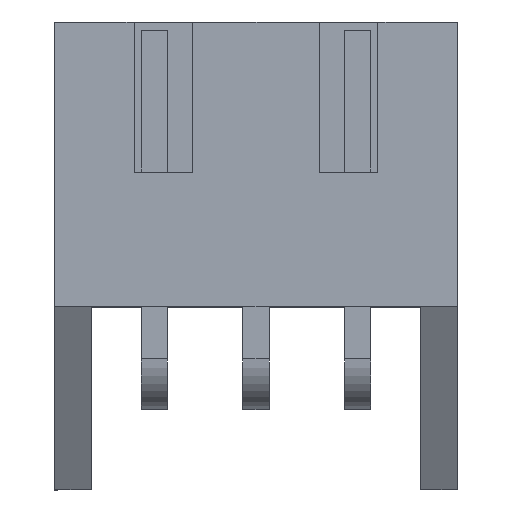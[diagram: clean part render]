
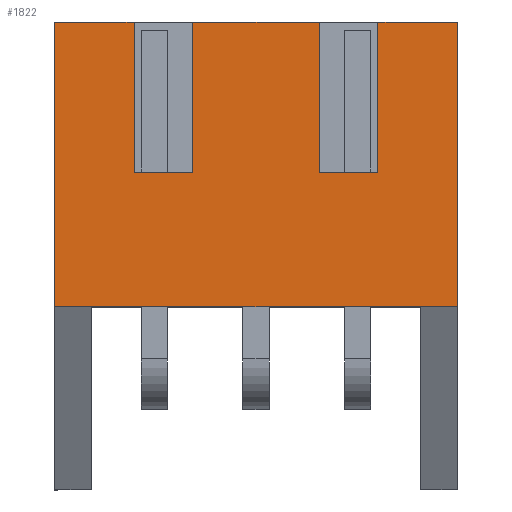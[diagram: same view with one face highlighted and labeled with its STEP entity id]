
A CAD part, top view. The second image highlights one B-rep face of the part: STEP entity #1822.
In plain terms, the highlighted planar face has unit normal (0, 0, 1).
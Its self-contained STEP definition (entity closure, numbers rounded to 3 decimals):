
#1544=CARTESIAN_POINT('',(4.95,9.2,6.15));
#1545=VERTEX_POINT('',#1544);
#1552=CARTESIAN_POINT('',(4.95,2.2,6.15));
#1553=VERTEX_POINT('',#1552);
#1554=CARTESIAN_POINT('',(4.95,9.2,6.15));
#1555=DIRECTION('',(0.0,-1.0,0.0));
#1556=VECTOR('',#1555,7.);
#1557=LINE('',#1554,#1556);
#1558=EDGE_CURVE('',#1545,#1553,#1557,.T.);
#1620=CARTESIAN_POINT('',(-4.95,2.2,6.15));
#1621=VERTEX_POINT('',#1620);
#1622=CARTESIAN_POINT('',(4.95,2.2,6.15));
#1623=DIRECTION('',(-1.0,0.0,0.0));
#1624=VECTOR('',#1623,9.9);
#1625=LINE('',#1622,#1624);
#1626=EDGE_CURVE('',#1553,#1621,#1625,.T.);
#1735=CARTESIAN_POINT('',(5.445,1.85,6.15));
#1736=DIRECTION('',(0.0,0.0,-1.0));
#1737=DIRECTION('',(0.0,-1.0,0.0));
#1738=AXIS2_PLACEMENT_3D('',#1735,#1736,#1737);
#1739=PLANE('',#1738);
#1740=CARTESIAN_POINT('',(3.,9.2,6.15));
#1741=VERTEX_POINT('',#1740);
#1742=CARTESIAN_POINT('',(4.95,9.2,6.15));
#1743=DIRECTION('',(-1.0,0.0,0.0));
#1744=VECTOR('',#1743,1.95);
#1745=LINE('',#1742,#1744);
#1746=EDGE_CURVE('',#1545,#1741,#1745,.T.);
#1747=ORIENTED_EDGE('',*,*,#1746,.T.);
#1748=CARTESIAN_POINT('',(3.,5.5,6.15));
#1749=VERTEX_POINT('',#1748);
#1750=CARTESIAN_POINT('',(3.,5.5,6.15));
#1751=DIRECTION('',(0.0,1.0,0.0));
#1752=VECTOR('',#1751,3.7);
#1753=LINE('',#1750,#1752);
#1754=EDGE_CURVE('',#1749,#1741,#1753,.T.);
#1755=ORIENTED_EDGE('',*,*,#1754,.F.);
#1756=CARTESIAN_POINT('',(1.55,5.5,6.15));
#1757=VERTEX_POINT('',#1756);
#1758=CARTESIAN_POINT('',(1.55,5.5,6.15));
#1759=DIRECTION('',(1.0,0.0,0.0));
#1760=VECTOR('',#1759,1.45);
#1761=LINE('',#1758,#1760);
#1762=EDGE_CURVE('',#1757,#1749,#1761,.T.);
#1763=ORIENTED_EDGE('',*,*,#1762,.F.);
#1764=CARTESIAN_POINT('',(1.55,9.2,6.15));
#1765=VERTEX_POINT('',#1764);
#1766=CARTESIAN_POINT('',(1.55,9.2,6.15));
#1767=DIRECTION('',(0.0,-1.0,0.0));
#1768=VECTOR('',#1767,3.7);
#1769=LINE('',#1766,#1768);
#1770=EDGE_CURVE('',#1765,#1757,#1769,.T.);
#1771=ORIENTED_EDGE('',*,*,#1770,.F.);
#1772=CARTESIAN_POINT('',(-1.55,9.2,6.15));
#1773=VERTEX_POINT('',#1772);
#1774=CARTESIAN_POINT('',(1.55,9.2,6.15));
#1775=DIRECTION('',(-1.0,0.0,0.0));
#1776=VECTOR('',#1775,3.1);
#1777=LINE('',#1774,#1776);
#1778=EDGE_CURVE('',#1765,#1773,#1777,.T.);
#1779=ORIENTED_EDGE('',*,*,#1778,.T.);
#1780=CARTESIAN_POINT('',(-1.55,5.5,6.15));
#1781=VERTEX_POINT('',#1780);
#1782=CARTESIAN_POINT('',(-1.55,5.5,6.15));
#1783=DIRECTION('',(0.0,1.0,0.0));
#1784=VECTOR('',#1783,3.7);
#1785=LINE('',#1782,#1784);
#1786=EDGE_CURVE('',#1781,#1773,#1785,.T.);
#1787=ORIENTED_EDGE('',*,*,#1786,.F.);
#1788=CARTESIAN_POINT('',(-3.,5.5,6.15));
#1789=VERTEX_POINT('',#1788);
#1790=CARTESIAN_POINT('',(-3.,5.5,6.15));
#1791=DIRECTION('',(1.0,0.0,0.0));
#1792=VECTOR('',#1791,1.45);
#1793=LINE('',#1790,#1792);
#1794=EDGE_CURVE('',#1789,#1781,#1793,.T.);
#1795=ORIENTED_EDGE('',*,*,#1794,.F.);
#1796=CARTESIAN_POINT('',(-3.,9.2,6.15));
#1797=VERTEX_POINT('',#1796);
#1798=CARTESIAN_POINT('',(-3.,9.2,6.15));
#1799=DIRECTION('',(0.0,-1.0,0.0));
#1800=VECTOR('',#1799,3.7);
#1801=LINE('',#1798,#1800);
#1802=EDGE_CURVE('',#1797,#1789,#1801,.T.);
#1803=ORIENTED_EDGE('',*,*,#1802,.F.);
#1804=CARTESIAN_POINT('',(-4.95,9.2,6.15));
#1805=VERTEX_POINT('',#1804);
#1806=CARTESIAN_POINT('',(-3.,9.2,6.15));
#1807=DIRECTION('',(-1.0,0.0,0.0));
#1808=VECTOR('',#1807,1.95);
#1809=LINE('',#1806,#1808);
#1810=EDGE_CURVE('',#1797,#1805,#1809,.T.);
#1811=ORIENTED_EDGE('',*,*,#1810,.T.);
#1812=CARTESIAN_POINT('',(-4.95,9.2,6.15));
#1813=DIRECTION('',(0.0,-1.0,0.0));
#1814=VECTOR('',#1813,7.);
#1815=LINE('',#1812,#1814);
#1816=EDGE_CURVE('',#1805,#1621,#1815,.T.);
#1817=ORIENTED_EDGE('',*,*,#1816,.T.);
#1818=ORIENTED_EDGE('',*,*,#1626,.F.);
#1819=ORIENTED_EDGE('',*,*,#1558,.F.);
#1820=EDGE_LOOP('',(#1747,#1755,#1763,#1771,#1779,#1787,#1795,#1803,#1811,#1817,#1818,#1819));
#1821=FACE_OUTER_BOUND('',#1820,.T.);
#1822=ADVANCED_FACE('',(#1821),#1739,.F.);
